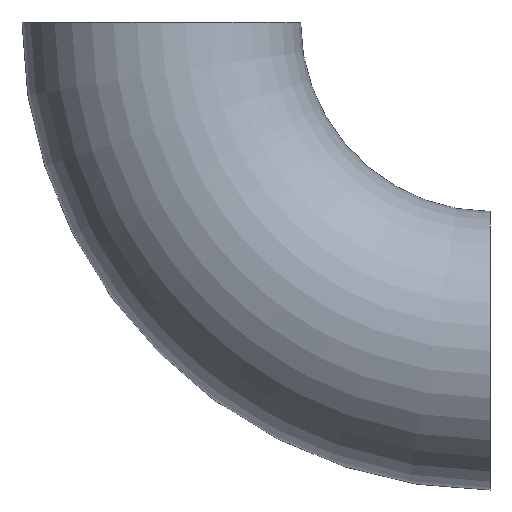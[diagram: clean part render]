
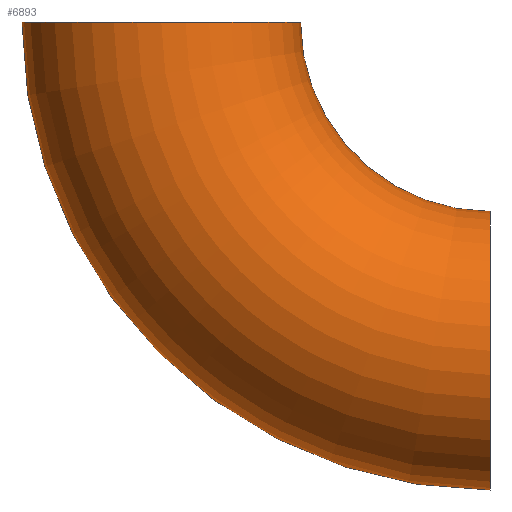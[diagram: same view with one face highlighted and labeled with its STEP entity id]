
A CAD part, left-side view. The second image highlights one B-rep face of the part: STEP entity #6893.
In plain terms, the highlighted toroidal (fillet/blend) face has major radius 57 mm and minor radius 24.15 mm.
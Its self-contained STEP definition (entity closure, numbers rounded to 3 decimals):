
#323 = AXIS2_PLACEMENT_3D ( 'NONE', #2578, #3464, #6185 ) ;
#681 = ORIENTED_EDGE ( 'NONE', *, *, #3193, .F. ) ;
#1204 = ORIENTED_EDGE ( 'NONE', *, *, #10897, .F. ) ;
#1524 = VERTEX_POINT ( 'NONE', #10981 ) ;
#1653 = TOROIDAL_SURFACE ( 'NONE', #9504, 57., 24.15 ) ;
#2291 = DIRECTION ( 'NONE',  ( 0., 1., 0. ) ) ;
#2466 = DIRECTION ( 'NONE',  ( 0., 0., 1. ) ) ;
#2520 = DIRECTION ( 'NONE',  ( 0., -1., 0. ) ) ;
#2578 = CARTESIAN_POINT ( 'NONE',  ( 0., 0., 0. ) ) ;
#2625 = CIRCLE ( 'NONE', #11242, 32.85 ) ;
#2677 = DIRECTION ( 'NONE',  ( -1., 0., 0. ) ) ;
#3050 = CARTESIAN_POINT ( 'NONE',  ( 0., 32.85, 0. ) ) ;
#3082 = VERTEX_POINT ( 'NONE', #5708 ) ;
#3159 = CIRCLE ( 'NONE', #323, 81.15 ) ;
#3177 = DIRECTION ( 'NONE',  ( 0., 0., 1. ) ) ;
#3193 = EDGE_CURVE ( 'NONE', #8144, #3082, #2625, .T. ) ;
#3274 = CARTESIAN_POINT ( 'NONE',  ( 0., 0., 0. ) ) ;
#3464 = DIRECTION ( 'NONE',  ( -1., 0., 0. ) ) ;
#4491 = EDGE_LOOP ( 'NONE', ( #1204, #9819, #8996, #681 ) ) ;
#4752 = CIRCLE ( 'NONE', #4875, 24.15 ) ;
#4875 = AXIS2_PLACEMENT_3D ( 'NONE', #6927, #7846, #2520 ) ;
#4893 = CARTESIAN_POINT ( 'NONE',  ( 0., 0., -57. ) ) ;
#5708 = CARTESIAN_POINT ( 'NONE',  ( 0., 0., -32.85 ) ) ;
#5768 = CARTESIAN_POINT ( 'NONE',  ( 0., 81.15, 0. ) ) ;
#5929 = EDGE_CURVE ( 'NONE', #6253, #1524, #3159, .T. ) ;
#6086 = DIRECTION ( 'NONE',  ( 0., 0., 1. ) ) ;
#6185 = DIRECTION ( 'NONE',  ( 0., 0., 1. ) ) ;
#6253 = VERTEX_POINT ( 'NONE', #5768 ) ;
#6569 = CIRCLE ( 'NONE', #9728, 24.15 ) ;
#6893 = ADVANCED_FACE ( 'NONE', ( #8378 ), #1653, .T. ) ;
#6927 = CARTESIAN_POINT ( 'NONE',  ( 0., 57., 0. ) ) ;
#6967 = CARTESIAN_POINT ( 'NONE',  ( 0., 0., 0. ) ) ;
#7846 = DIRECTION ( 'NONE',  ( 0., 0., 1. ) ) ;
#8144 = VERTEX_POINT ( 'NONE', #3050 ) ;
#8378 = FACE_OUTER_BOUND ( 'NONE', #4491, .T. ) ;
#8486 = EDGE_CURVE ( 'NONE', #1524, #3082, #6569, .T. ) ;
#8996 = ORIENTED_EDGE ( 'NONE', *, *, #8486, .T. ) ;
#9424 = DIRECTION ( 'NONE',  ( -1., 0., 0. ) ) ;
#9504 = AXIS2_PLACEMENT_3D ( 'NONE', #6967, #2677, #6086 ) ;
#9728 = AXIS2_PLACEMENT_3D ( 'NONE', #4893, #2291, #3177 ) ;
#9819 = ORIENTED_EDGE ( 'NONE', *, *, #5929, .T. ) ;
#10897 = EDGE_CURVE ( 'NONE', #6253, #8144, #4752, .T. ) ;
#10981 = CARTESIAN_POINT ( 'NONE',  ( 0., 0., -81.15 ) ) ;
#11242 = AXIS2_PLACEMENT_3D ( 'NONE', #3274, #9424, #2466 ) ;
